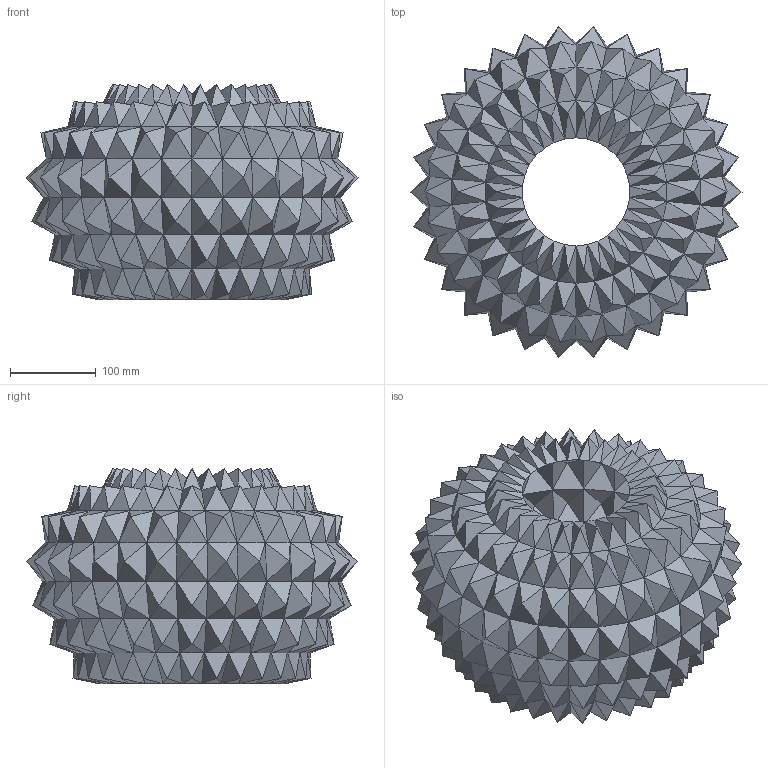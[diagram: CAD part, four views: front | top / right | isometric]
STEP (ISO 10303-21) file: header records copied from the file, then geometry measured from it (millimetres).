
FILE_DESCRIPTION(('FreeCAD Model'),'2;1');
FILE_NAME('Open CASCADE Shape Model','2025-04-27T18:19:38',('FreeCAD'),( 'FreeCAD'),'Open CASCADE STEP processor 7.6','FreeCAD','Unknown');
FILE_SCHEMA(('AUTOMOTIVE_DESIGN { 1 0 10303 214 1 1 1 1 }'));
Products named in the file (1): Open CASCADE STEP translator 7.6 1
Bounding box: 387.49 x 385.37 x 251.25 mm (x, y, z)
Surface area: 439087 mm2 (no closed solid volume)
Topology: 0 solids, 840 shells, 840 faces, 3361 edges, 2522 vertices
Faces by surface type: bspline 840
Entity records: 39505 total; most frequent: CARTESIAN_POINT 24367, B_SPLINE_CURVE_WITH_KNOTS 2521, ORIENTED_EDGE 2520, EDGE_CURVE 2520, VERTEX_POINT 2520, SHELL_BASED_SURFACE_MODEL 840, OPEN_SHELL 840, ADVANCED_FACE 840
